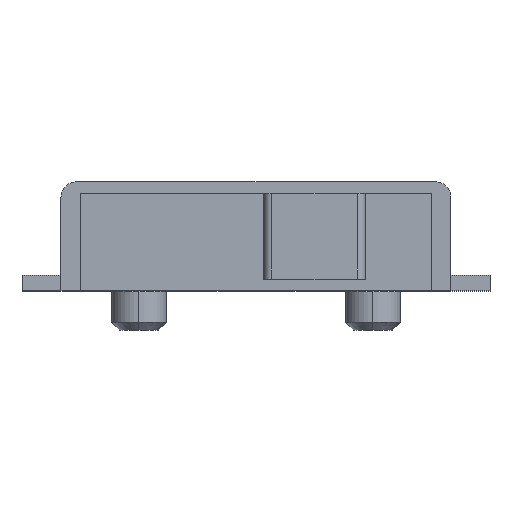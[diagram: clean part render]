
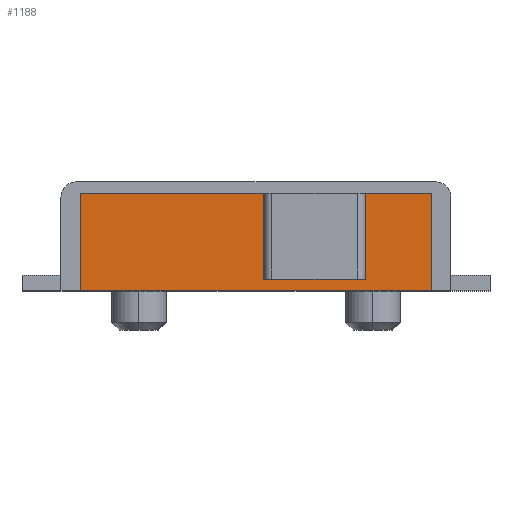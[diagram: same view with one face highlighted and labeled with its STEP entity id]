
A CAD part, top view. The second image highlights one B-rep face of the part: STEP entity #1188.
In plain terms, the highlighted planar face has unit normal (0, 0, 1).
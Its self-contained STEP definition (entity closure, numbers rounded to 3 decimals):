
#43 = EDGE_CURVE ( 'NONE', #685, #1872, #1993, .T. ) ;
#66 = LINE ( 'NONE', #705, #1280 ) ;
#72 = CARTESIAN_POINT ( 'NONE',  ( -2.5, 1.4, 1.375 ) ) ;
#125 = LINE ( 'NONE', #766, #1145 ) ;
#149 = ORIENTED_EDGE ( 'NONE', *, *, #1108, .F. ) ;
#173 = CARTESIAN_POINT ( 'NONE',  ( 0.1, 0.15, 1.375 ) ) ;
#178 = ORIENTED_EDGE ( 'NONE', *, *, #1227, .F. ) ;
#303 = CARTESIAN_POINT ( 'NONE',  ( 1.4, 1.25, 1.375 ) ) ;
#345 = LINE ( 'NONE', #979, #555 ) ;
#379 = CARTESIAN_POINT ( 'NONE',  ( 1.4, 0.15, 1.375 ) ) ;
#384 = PLANE ( 'NONE',  #2001 ) ;
#398 = VERTEX_POINT ( 'NONE', #1094 ) ;
#428 = VECTOR ( 'NONE', #597, 1000. ) ;
#434 = VECTOR ( 'NONE', #557, 1000. ) ;
#498 = EDGE_LOOP ( 'NONE', ( #178, #1271, #149, #743, #1440, #1934, #666, #938 ) ) ;
#519 = CARTESIAN_POINT ( 'NONE',  ( 1.4, 1.25, 1.375 ) ) ;
#555 = VECTOR ( 'NONE', #1652, 1000. ) ;
#557 = DIRECTION ( 'NONE',  ( 0., 1., 0. ) ) ;
#567 = DIRECTION ( 'NONE',  ( 1., 0., 0. ) ) ;
#597 = DIRECTION ( 'NONE',  ( 0., -1., 0. ) ) ;
#615 = EDGE_CURVE ( 'NONE', #1965, #780, #1416, .T. ) ;
#638 = CARTESIAN_POINT ( 'NONE',  ( 2.25, 1.25, 1.375 ) ) ;
#666 = ORIENTED_EDGE ( 'NONE', *, *, #615, .F. ) ;
#685 = VERTEX_POINT ( 'NONE', #303 ) ;
#705 = CARTESIAN_POINT ( 'NONE',  ( -2.5, 1.25, 1.375 ) ) ;
#711 = DIRECTION ( 'NONE',  ( 0., 0., -1. ) ) ;
#736 = VERTEX_POINT ( 'NONE', #1290 ) ;
#743 = ORIENTED_EDGE ( 'NONE', *, *, #1367, .F. ) ;
#766 = CARTESIAN_POINT ( 'NONE',  ( -2.5, 1.25, 1.375 ) ) ;
#780 = VERTEX_POINT ( 'NONE', #1159 ) ;
#813 = DIRECTION ( 'NONE',  ( -1., 0., 0. ) ) ;
#916 = EDGE_CURVE ( 'NONE', #951, #1965, #66, .T. ) ;
#936 = VECTOR ( 'NONE', #813, 1000. ) ;
#938 = ORIENTED_EDGE ( 'NONE', *, *, #916, .F. ) ;
#951 = VERTEX_POINT ( 'NONE', #1394 ) ;
#979 = CARTESIAN_POINT ( 'NONE',  ( 2.25, 1.4, 1.375 ) ) ;
#1094 = CARTESIAN_POINT ( 'NONE',  ( -2.25, 0., 1.375 ) ) ;
#1097 = EDGE_CURVE ( 'NONE', #1872, #780, #1640, .T. ) ;
#1108 = EDGE_CURVE ( 'NONE', #1787, #736, #345, .T. ) ;
#1145 = VECTOR ( 'NONE', #1428, 1000. ) ;
#1159 = CARTESIAN_POINT ( 'NONE',  ( 0.1, 0.15, 1.375 ) ) ;
#1175 = DIRECTION ( 'NONE',  ( 0., -1., 0. ) ) ;
#1188 = ADVANCED_FACE ( 'NONE', ( #1849 ), #384, .F. ) ;
#1227 = EDGE_CURVE ( 'NONE', #398, #951, #1380, .T. ) ;
#1271 = ORIENTED_EDGE ( 'NONE', *, *, #1628, .T. ) ;
#1280 = VECTOR ( 'NONE', #1360, 1000. ) ;
#1290 = CARTESIAN_POINT ( 'NONE',  ( 2.25, 0., 1.375 ) ) ;
#1360 = DIRECTION ( 'NONE',  ( 1., 0., 0. ) ) ;
#1367 = EDGE_CURVE ( 'NONE', #685, #1787, #125, .T. ) ;
#1368 = DIRECTION ( 'NONE',  ( -1., 0., 0. ) ) ;
#1380 = LINE ( 'NONE', #2032, #434 ) ;
#1384 = CARTESIAN_POINT ( 'NONE',  ( 0.1, 1.25, 1.375 ) ) ;
#1388 = LINE ( 'NONE', #2041, #1524 ) ;
#1394 = CARTESIAN_POINT ( 'NONE',  ( -2.25, 1.25, 1.375 ) ) ;
#1416 = LINE ( 'NONE', #2070, #428 ) ;
#1428 = DIRECTION ( 'NONE',  ( 1., 0., 0. ) ) ;
#1440 = ORIENTED_EDGE ( 'NONE', *, *, #43, .T. ) ;
#1524 = VECTOR ( 'NONE', #567, 1000. ) ;
#1628 = EDGE_CURVE ( 'NONE', #398, #736, #1388, .T. ) ;
#1640 = LINE ( 'NONE', #173, #936 ) ;
#1652 = DIRECTION ( 'NONE',  ( 0., -1., 0. ) ) ;
#1721 = VECTOR ( 'NONE', #1175, 1000. ) ;
#1787 = VERTEX_POINT ( 'NONE', #638 ) ;
#1849 = FACE_OUTER_BOUND ( 'NONE', #498, .T. ) ;
#1872 = VERTEX_POINT ( 'NONE', #379 ) ;
#1934 = ORIENTED_EDGE ( 'NONE', *, *, #1097, .T. ) ;
#1965 = VERTEX_POINT ( 'NONE', #1384 ) ;
#1993 = LINE ( 'NONE', #519, #1721 ) ;
#2001 = AXIS2_PLACEMENT_3D ( 'NONE', #72, #711, #1368 ) ;
#2032 = CARTESIAN_POINT ( 'NONE',  ( -2.25, 1.4, 1.375 ) ) ;
#2041 = CARTESIAN_POINT ( 'NONE',  ( -2.5, 0., 1.375 ) ) ;
#2070 = CARTESIAN_POINT ( 'NONE',  ( 0.1, 1.25, 1.375 ) ) ;
